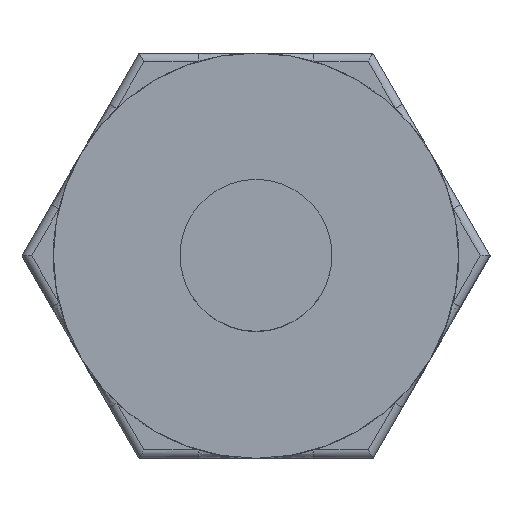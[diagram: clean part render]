
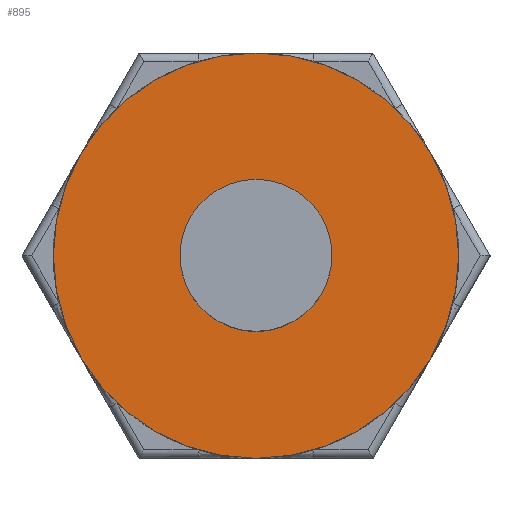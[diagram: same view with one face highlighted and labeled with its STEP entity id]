
A CAD part, top view. The second image highlights one B-rep face of the part: STEP entity #895.
In plain terms, the highlighted planar face has unit normal (0, 0, 1).
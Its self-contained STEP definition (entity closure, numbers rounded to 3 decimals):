
#12 = DIRECTION ( 'NONE',  ( 1., 0., 0. ) ) ;
#13 = DIRECTION ( 'NONE',  ( 0., 0., 1. ) ) ;
#17 = CARTESIAN_POINT ( 'NONE',  ( 0., 0., 22. ) ) ;
#282 = DIRECTION ( 'NONE',  ( 1., 0., 0. ) ) ;
#290 = DIRECTION ( 'NONE',  ( 0., 0., 1. ) ) ;
#294 = CARTESIAN_POINT ( 'NONE',  ( 0., 0., 22. ) ) ;
#782 = CARTESIAN_POINT ( 'NONE',  ( -4.5, 0., 22. ) ) ;
#859 = EDGE_LOOP ( 'NONE', ( #1036, #2164 ) ) ;
#895 = ADVANCED_FACE ( 'NONE', ( #2328, #2217 ), #1272, .T. ) ;
#1003 = CARTESIAN_POINT ( 'NONE',  ( 12., 0., 22. ) ) ;
#1008 = VERTEX_POINT ( 'NONE', #782 ) ;
#1036 = ORIENTED_EDGE ( 'NONE', *, *, #1573, .F. ) ;
#1119 = EDGE_CURVE ( 'NONE', #3185, #1742, #1795, .T. ) ;
#1249 = DIRECTION ( 'NONE',  ( 1., 0., 0. ) ) ;
#1272 = PLANE ( 'NONE',  #1899 ) ;
#1290 = CARTESIAN_POINT ( 'NONE',  ( 0., 0., 22. ) ) ;
#1392 = EDGE_LOOP ( 'NONE', ( #2856, #2399 ) ) ;
#1573 = EDGE_CURVE ( 'NONE', #1008, #1657, #3772, .T. ) ;
#1585 = DIRECTION ( 'NONE',  ( 0., 0., 1. ) ) ;
#1657 = VERTEX_POINT ( 'NONE', #3122 ) ;
#1726 = EDGE_CURVE ( 'NONE', #1742, #3185, #3576, .T. ) ;
#1742 = VERTEX_POINT ( 'NONE', #2762 ) ;
#1795 = CIRCLE ( 'NONE', #2186, 12. ) ;
#1899 = AXIS2_PLACEMENT_3D ( 'NONE', #1290, #1585, #1249 ) ;
#2164 = ORIENTED_EDGE ( 'NONE', *, *, #2439, .F. ) ;
#2186 = AXIS2_PLACEMENT_3D ( 'NONE', #294, #290, #282 ) ;
#2217 = FACE_BOUND ( 'NONE', #859, .T. ) ;
#2328 = FACE_OUTER_BOUND ( 'NONE', #1392, .T. ) ;
#2399 = ORIENTED_EDGE ( 'NONE', *, *, #1119, .T. ) ;
#2439 = EDGE_CURVE ( 'NONE', #1657, #1008, #3731, .T. ) ;
#2650 = AXIS2_PLACEMENT_3D ( 'NONE', #3541, #3531, #3524 ) ;
#2729 = DIRECTION ( 'NONE',  ( 1., 0., 0. ) ) ;
#2738 = DIRECTION ( 'NONE',  ( 0., 0., 1. ) ) ;
#2743 = CARTESIAN_POINT ( 'NONE',  ( 0., 0., 22. ) ) ;
#2762 = CARTESIAN_POINT ( 'NONE',  ( -12., 0., 22. ) ) ;
#2856 = ORIENTED_EDGE ( 'NONE', *, *, #1726, .T. ) ;
#3122 = CARTESIAN_POINT ( 'NONE',  ( 4.5, 0., 22. ) ) ;
#3147 = AXIS2_PLACEMENT_3D ( 'NONE', #2743, #2738, #2729 ) ;
#3185 = VERTEX_POINT ( 'NONE', #1003 ) ;
#3420 = AXIS2_PLACEMENT_3D ( 'NONE', #17, #13, #12 ) ;
#3524 = DIRECTION ( 'NONE',  ( 1., 0., 0. ) ) ;
#3531 = DIRECTION ( 'NONE',  ( 0., 0., 1. ) ) ;
#3541 = CARTESIAN_POINT ( 'NONE',  ( 0., 0., 22. ) ) ;
#3576 = CIRCLE ( 'NONE', #3147, 12. ) ;
#3731 = CIRCLE ( 'NONE', #3420, 4.5 ) ;
#3772 = CIRCLE ( 'NONE', #2650, 4.5 ) ;
